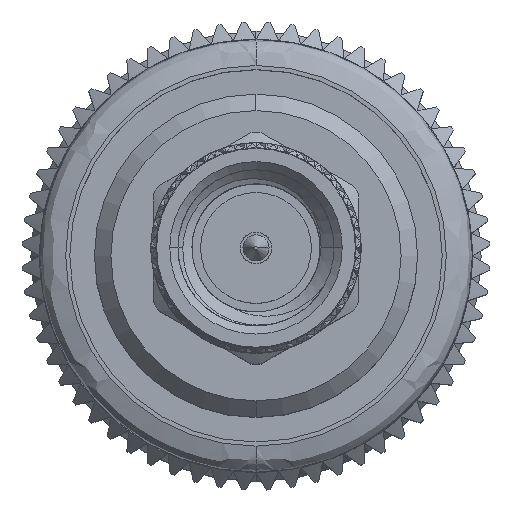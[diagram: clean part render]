
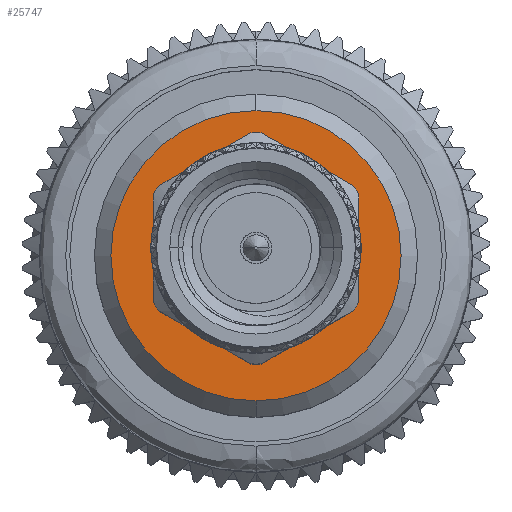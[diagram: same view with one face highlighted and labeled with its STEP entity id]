
A CAD part, top view. The second image highlights one B-rep face of the part: STEP entity #25747.
In plain terms, the highlighted face is planar.
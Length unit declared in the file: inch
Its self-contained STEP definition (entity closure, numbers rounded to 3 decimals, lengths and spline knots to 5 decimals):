
#5540 = CARTESIAN_POINT ( 'NONE',  ( 0.95378, 0., 0. ) ) ;
#7341 = CARTESIAN_POINT ( 'NONE',  ( 0.95378, 0., 0. ) ) ;
#10024 = AXIS2_PLACEMENT_3D ( 'NONE', #65494, #49122, #81326 ) ;
#10098 = ORIENTED_EDGE ( 'NONE', *, *, #50426, .F. ) ;
#13309 = CARTESIAN_POINT ( 'NONE',  ( 0.95378, 0., -0.17667 ) ) ;
#14725 = CARTESIAN_POINT ( 'NONE',  ( 0.95378, 0., 0.0935 ) ) ;
#16342 = CIRCLE ( 'NONE', #85385, 0.17667 ) ;
#17969 = ORIENTED_EDGE ( 'NONE', *, *, #42518, .F. ) ;
#21400 = DIRECTION ( 'NONE',  ( 1., 0., 0. ) ) ;
#22188 = DIRECTION ( 'NONE',  ( 0., 0., 1. ) ) ;
#23399 = CIRCLE ( 'NONE', #40274, 0.0935 ) ;
#23756 = EDGE_LOOP ( 'NONE', ( #10098, #17969 ) ) ;
#25747 = ADVANCED_FACE ( 'NONE', ( #38524, #37994 ), #30111, .F. ) ;
#26882 = CIRCLE ( 'NONE', #10024, 0.17667 ) ;
#30111 = PLANE ( 'NONE',  #83567 ) ;
#32104 = CARTESIAN_POINT ( 'NONE',  ( 0.95378, 0., -0.0935 ) ) ;
#37176 = CARTESIAN_POINT ( 'NONE',  ( 0.95378, 0., 0.17667 ) ) ;
#37994 = FACE_OUTER_BOUND ( 'NONE', #43694, .T. ) ;
#38278 = VERTEX_POINT ( 'NONE', #37176 ) ;
#38524 = FACE_BOUND ( 'NONE', #23756, .T. ) ;
#40274 = AXIS2_PLACEMENT_3D ( 'NONE', #5540, #46132, #93666 ) ;
#42518 = EDGE_CURVE ( 'NONE', #56338, #56285, #23399, .T. ) ;
#43694 = EDGE_LOOP ( 'NONE', ( #103971, #54366 ) ) ;
#46132 = DIRECTION ( 'NONE',  ( 1., 0., 0. ) ) ;
#49122 = DIRECTION ( 'NONE',  ( 1., 0., 0. ) ) ;
#50426 = EDGE_CURVE ( 'NONE', #56285, #56338, #71357, .T. ) ;
#54366 = ORIENTED_EDGE ( 'NONE', *, *, #84009, .T. ) ;
#56285 = VERTEX_POINT ( 'NONE', #14725 ) ;
#56338 = VERTEX_POINT ( 'NONE', #32104 ) ;
#62300 = CARTESIAN_POINT ( 'NONE',  ( 0.95378, -0.28473, -0.30029 ) ) ;
#65494 = CARTESIAN_POINT ( 'NONE',  ( 0.95378, 0., 0. ) ) ;
#69378 = CARTESIAN_POINT ( 'NONE',  ( 0.95378, 0., 0. ) ) ;
#71357 = CIRCLE ( 'NONE', #96595, 0.0935 ) ;
#77823 = DIRECTION ( 'NONE',  ( 0., 0., 1. ) ) ;
#78027 = DIRECTION ( 'NONE',  ( 0., 0., 1. ) ) ;
#81326 = DIRECTION ( 'NONE',  ( 0., 0., 1. ) ) ;
#83567 = AXIS2_PLACEMENT_3D ( 'NONE', #62300, #94473, #22188 ) ;
#84009 = EDGE_CURVE ( 'NONE', #85767, #38278, #16342, .T. ) ;
#85385 = AXIS2_PLACEMENT_3D ( 'NONE', #69378, #21400, #77823 ) ;
#85767 = VERTEX_POINT ( 'NONE', #13309 ) ;
#93666 = DIRECTION ( 'NONE',  ( 0., 0., 1. ) ) ;
#94473 = DIRECTION ( 'NONE',  ( -1., 0., 0. ) ) ;
#96595 = AXIS2_PLACEMENT_3D ( 'NONE', #7341, #104415, #78027 ) ;
#102724 = EDGE_CURVE ( 'NONE', #38278, #85767, #26882, .T. ) ;
#103971 = ORIENTED_EDGE ( 'NONE', *, *, #102724, .T. ) ;
#104415 = DIRECTION ( 'NONE',  ( 1., 0., 0. ) ) ;
